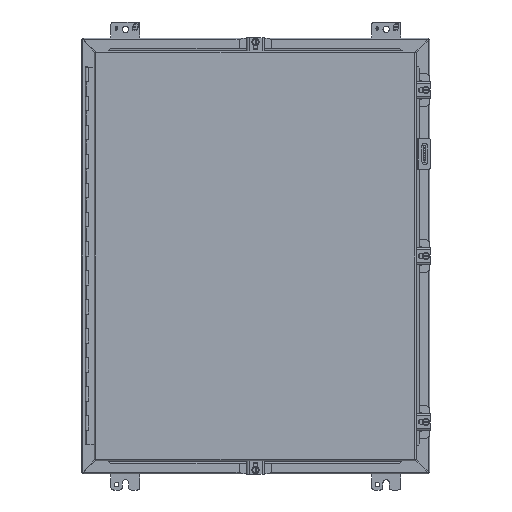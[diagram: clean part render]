
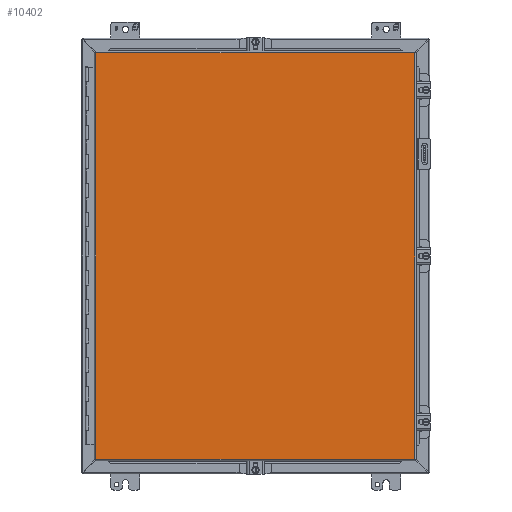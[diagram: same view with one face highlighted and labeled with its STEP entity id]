
A CAD part, front view. The second image highlights one B-rep face of the part: STEP entity #10402.
In plain terms, the highlighted planar face has unit normal (0, -1, 0).
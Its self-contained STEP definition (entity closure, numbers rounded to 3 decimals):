
#820 = DIRECTION ( 'NONE',  ( 0., -1., 0. ) ) ;
#947 = CARTESIAN_POINT ( 'NONE',  ( -11.017, -11.21, -13.995 ) ) ;
#1882 = AXIS2_PLACEMENT_3D ( 'NONE', #16840, #820, #24699 ) ;
#4034 = ORIENTED_EDGE ( 'NONE', *, *, #37129, .F. ) ;
#4087 = FACE_OUTER_BOUND ( 'NONE', #12439, .T. ) ;
#5551 = LINE ( 'NONE', #947, #48048 ) ;
#10402 = ADVANCED_FACE ( 'NONE', ( #4087 ), #20624, .T. ) ;
#11117 = ORIENTED_EDGE ( 'NONE', *, *, #33706, .F. ) ;
#11836 = EDGE_CURVE ( 'NONE', #13021, #22541, #12164, .T. ) ;
#12164 = LINE ( 'NONE', #24909, #45547 ) ;
#12188 = VERTEX_POINT ( 'NONE', #20775 ) ;
#12439 = EDGE_LOOP ( 'NONE', ( #43777, #11117, #4034, #31475 ) ) ;
#13021 = VERTEX_POINT ( 'NONE', #34661 ) ;
#14680 = CARTESIAN_POINT ( 'NONE',  ( 10.955, -11.21, 13.995 ) ) ;
#15611 = CARTESIAN_POINT ( 'NONE',  ( -11.017, -11.21, 13.995 ) ) ;
#15798 = CARTESIAN_POINT ( 'NONE',  ( -11.017, -11.21, -13.995 ) ) ;
#16840 = CARTESIAN_POINT ( 'NONE',  ( -11.017, -11.21, -13.995 ) ) ;
#20201 = LINE ( 'NONE', #15611, #37657 ) ;
#20624 = PLANE ( 'NONE',  #1882 ) ;
#20775 = CARTESIAN_POINT ( 'NONE',  ( -11.017, -11.21, 13.995 ) ) ;
#22399 = LINE ( 'NONE', #43545, #50639 ) ;
#22541 = VERTEX_POINT ( 'NONE', #15798 ) ;
#24699 = DIRECTION ( 'NONE',  ( 0., 0., -1. ) ) ;
#24909 = CARTESIAN_POINT ( 'NONE',  ( 10.955, -11.21, -13.995 ) ) ;
#25445 = DIRECTION ( 'NONE',  ( -1., 0., 0. ) ) ;
#28072 = DIRECTION ( 'NONE',  ( 1., 0., 0. ) ) ;
#31475 = ORIENTED_EDGE ( 'NONE', *, *, #11836, .F. ) ;
#33706 = EDGE_CURVE ( 'NONE', #12188, #35484, #20201, .T. ) ;
#34661 = CARTESIAN_POINT ( 'NONE',  ( 10.955, -11.21, -13.994 ) ) ;
#34789 = EDGE_CURVE ( 'NONE', #35484, #13021, #22399, .T. ) ;
#35484 = VERTEX_POINT ( 'NONE', #14680 ) ;
#35685 = DIRECTION ( 'NONE',  ( 0., 0., -1. ) ) ;
#37129 = EDGE_CURVE ( 'NONE', #22541, #12188, #5551, .T. ) ;
#37657 = VECTOR ( 'NONE', #28072, 39.37 ) ;
#38096 = DIRECTION ( 'NONE',  ( 0., 0., 1. ) ) ;
#43545 = CARTESIAN_POINT ( 'NONE',  ( 10.955, -11.21, 13.995 ) ) ;
#43777 = ORIENTED_EDGE ( 'NONE', *, *, #34789, .F. ) ;
#45547 = VECTOR ( 'NONE', #25445, 39.37 ) ;
#48048 = VECTOR ( 'NONE', #38096, 39.37 ) ;
#50639 = VECTOR ( 'NONE', #35685, 39.37 ) ;
